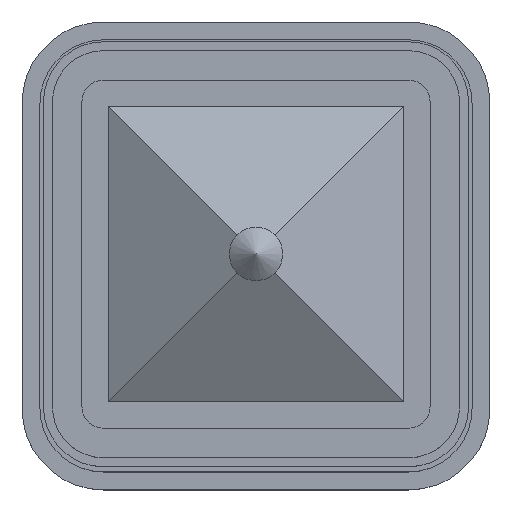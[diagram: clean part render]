
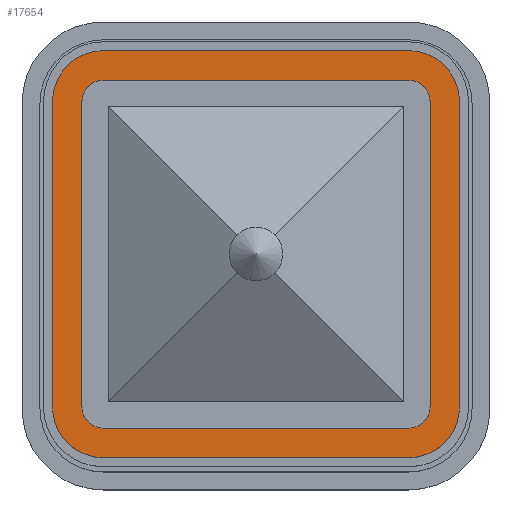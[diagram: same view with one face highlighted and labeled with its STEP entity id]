
A CAD part, top view. The second image highlights one B-rep face of the part: STEP entity #17654.
In plain terms, the highlighted planar face has unit normal (0, 0, 1).
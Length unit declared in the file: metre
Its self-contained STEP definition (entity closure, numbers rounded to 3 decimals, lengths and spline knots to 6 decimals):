
#170=LINE('',#24382,#2057);
#173=LINE('',#24390,#2060);
#176=LINE('',#24398,#2063);
#178=LINE('',#24404,#2065);
#191=LINE('',#24458,#2078);
#192=LINE('',#24462,#2079);
#193=LINE('',#24466,#2080);
#194=LINE('',#24470,#2081);
#2057=VECTOR('',#19921,1.);
#2060=VECTOR('',#19930,1.);
#2063=VECTOR('',#19939,1.);
#2065=VECTOR('',#19947,1.);
#2078=VECTOR('',#20000,1.);
#2079=VECTOR('',#20003,1.);
#2080=VECTOR('',#20006,1.);
#2081=VECTOR('',#20009,1.);
#3888=PLANE('',#18795);
#5676=ORIENTED_EDGE('',*,*,#10753,.T.);
#5677=ORIENTED_EDGE('',*,*,#10756,.T.);
#5678=ORIENTED_EDGE('',*,*,#10758,.T.);
#5679=ORIENTED_EDGE('',*,*,#10760,.F.);
#5680=ORIENTED_EDGE('',*,*,#10762,.T.);
#5681=ORIENTED_EDGE('',*,*,#10764,.F.);
#5682=ORIENTED_EDGE('',*,*,#10766,.T.);
#5683=ORIENTED_EDGE('',*,*,#10767,.T.);
#5684=ORIENTED_EDGE('',*,*,#10790,.F.);
#5685=ORIENTED_EDGE('',*,*,#10791,.T.);
#5686=ORIENTED_EDGE('',*,*,#10792,.F.);
#5687=ORIENTED_EDGE('',*,*,#10793,.F.);
#5688=ORIENTED_EDGE('',*,*,#10794,.F.);
#5689=ORIENTED_EDGE('',*,*,#10795,.F.);
#5690=ORIENTED_EDGE('',*,*,#10796,.F.);
#5691=ORIENTED_EDGE('',*,*,#10797,.T.);
#10753=EDGE_CURVE('',#13342,#13341,#15040,.T.);
#10756=EDGE_CURVE('',#13341,#13343,#170,.T.);
#10758=EDGE_CURVE('',#13343,#13344,#15041,.T.);
#10760=EDGE_CURVE('',#13345,#13344,#173,.T.);
#10762=EDGE_CURVE('',#13345,#13346,#15042,.T.);
#10764=EDGE_CURVE('',#13347,#13346,#176,.T.);
#10766=EDGE_CURVE('',#13347,#13348,#15043,.T.);
#10767=EDGE_CURVE('',#13348,#13342,#178,.T.);
#10790=EDGE_CURVE('',#13368,#13369,#15050,.T.);
#10791=EDGE_CURVE('',#13368,#13370,#191,.T.);
#10792=EDGE_CURVE('',#13371,#13370,#15051,.T.);
#10793=EDGE_CURVE('',#13372,#13371,#192,.T.);
#10794=EDGE_CURVE('',#13373,#13372,#15052,.T.);
#10795=EDGE_CURVE('',#13374,#13373,#193,.T.);
#10796=EDGE_CURVE('',#13375,#13374,#15053,.T.);
#10797=EDGE_CURVE('',#13375,#13369,#194,.T.);
#13341=VERTEX_POINT('',#24375);
#13342=VERTEX_POINT('',#24377);
#13343=VERTEX_POINT('',#24381);
#13344=VERTEX_POINT('',#24385);
#13345=VERTEX_POINT('',#24389);
#13346=VERTEX_POINT('',#24393);
#13347=VERTEX_POINT('',#24397);
#13348=VERTEX_POINT('',#24401);
#13368=VERTEX_POINT('',#24456);
#13369=VERTEX_POINT('',#24457);
#13370=VERTEX_POINT('',#24459);
#13371=VERTEX_POINT('',#24461);
#13372=VERTEX_POINT('',#24463);
#13373=VERTEX_POINT('',#24465);
#13374=VERTEX_POINT('',#24467);
#13375=VERTEX_POINT('',#24469);
#15040=CIRCLE('',#18766,0.0057);
#15041=CIRCLE('',#18769,0.0057);
#15042=CIRCLE('',#18772,0.0057);
#15043=CIRCLE('',#18775,0.0057);
#15050=CIRCLE('',#18796,0.0024);
#15051=CIRCLE('',#18797,0.0024);
#15052=CIRCLE('',#18798,0.0024);
#15053=CIRCLE('',#18799,0.0024);
#15256=EDGE_LOOP('',(#5676,#5677,#5678,#5679,#5680,#5681,#5682,#5683));
#15257=EDGE_LOOP('',(#5684,#5685,#5686,#5687,#5688,#5689,#5690,#5691));
#16428=FACE_BOUND('',#15256,.T.);
#16429=FACE_BOUND('',#15257,.T.);
#17654=ADVANCED_FACE('',(#16428,#16429),#3888,.T.);
#18766=AXIS2_PLACEMENT_3D('',#24376,#19915,#19916);
#18769=AXIS2_PLACEMENT_3D('',#24386,#19925,#19926);
#18772=AXIS2_PLACEMENT_3D('',#24394,#19934,#19935);
#18775=AXIS2_PLACEMENT_3D('',#24402,#19943,#19944);
#18795=AXIS2_PLACEMENT_3D('',#24454,#19996,#19997);
#18796=AXIS2_PLACEMENT_3D('',#24455,#19998,#19999);
#18797=AXIS2_PLACEMENT_3D('',#24460,#20001,#20002);
#18798=AXIS2_PLACEMENT_3D('',#24464,#20004,#20005);
#18799=AXIS2_PLACEMENT_3D('',#24468,#20007,#20008);
#19915=DIRECTION('',(0.,0.,1.));
#19916=DIRECTION('',(1.,0.,0.));
#19921=DIRECTION('',(-1.,0.,0.));
#19925=DIRECTION('',(0.,0.,1.));
#19926=DIRECTION('',(1.,0.,0.));
#19930=DIRECTION('',(0.,1.,0.));
#19934=DIRECTION('',(0.,0.,1.));
#19935=DIRECTION('',(1.,0.,0.));
#19939=DIRECTION('',(-1.,0.,0.));
#19943=DIRECTION('',(0.,0.,1.));
#19944=DIRECTION('',(1.,0.,0.));
#19947=DIRECTION('',(0.,1.,0.));
#19996=DIRECTION('',(0.,0.,1.));
#19997=DIRECTION('',(1.,0.,0.));
#19998=DIRECTION('',(0.,0.,1.));
#19999=DIRECTION('',(1.,0.,0.));
#20000=DIRECTION('',(0.,-1.,0.));
#20001=DIRECTION('',(0.,0.,1.));
#20002=DIRECTION('',(0.,-1.,0.));
#20003=DIRECTION('',(1.,0.,0.));
#20004=DIRECTION('',(0.,0.,1.));
#20005=DIRECTION('',(-1.,0.,0.));
#20006=DIRECTION('',(0.,-1.,0.));
#20007=DIRECTION('',(0.,0.,1.));
#20008=DIRECTION('',(0.,1.,0.));
#20009=DIRECTION('',(1.,0.,0.));
#24375=CARTESIAN_POINT('',(0.01705,0.02275,0.047275));
#24376=CARTESIAN_POINT('',(0.01705,0.01705,0.047275));
#24377=CARTESIAN_POINT('',(0.02275,0.01705,0.047275));
#24381=CARTESIAN_POINT('',(-0.01705,0.02275,0.047275));
#24382=CARTESIAN_POINT('',(0.,0.02275,0.047275));
#24385=CARTESIAN_POINT('',(-0.02275,0.01705,0.047275));
#24386=CARTESIAN_POINT('',(-0.01705,0.01705,0.047275));
#24389=CARTESIAN_POINT('',(-0.02275,-0.01705,0.047275));
#24390=CARTESIAN_POINT('',(-0.02275,0.,0.047275));
#24393=CARTESIAN_POINT('',(-0.01705,-0.02275,0.047275));
#24394=CARTESIAN_POINT('',(-0.01705,-0.01705,0.047275));
#24397=CARTESIAN_POINT('',(0.01705,-0.02275,0.047275));
#24398=CARTESIAN_POINT('',(0.,-0.02275,0.047275));
#24401=CARTESIAN_POINT('',(0.02275,-0.01705,0.047275));
#24402=CARTESIAN_POINT('',(0.01705,-0.01705,0.047275));
#24404=CARTESIAN_POINT('',(0.02275,0.,0.047275));
#24454=CARTESIAN_POINT('',(0.,0.,0.047275));
#24455=CARTESIAN_POINT('',(0.01705,0.01705,0.047275));
#24456=CARTESIAN_POINT('',(0.01945,0.01705,0.047275));
#24457=CARTESIAN_POINT('',(0.01705,0.01945,0.047275));
#24458=CARTESIAN_POINT('',(0.01945,0.,0.047275));
#24459=CARTESIAN_POINT('',(0.01945,-0.01705,0.047275));
#24460=CARTESIAN_POINT('',(0.01705,-0.01705,0.047275));
#24461=CARTESIAN_POINT('',(0.01705,-0.01945,0.047275));
#24462=CARTESIAN_POINT('',(0.,-0.01945,0.047275));
#24463=CARTESIAN_POINT('',(-0.01705,-0.01945,0.047275));
#24464=CARTESIAN_POINT('',(-0.01705,-0.01705,0.047275));
#24465=CARTESIAN_POINT('',(-0.01945,-0.01705,0.047275));
#24466=CARTESIAN_POINT('',(-0.01945,0.,0.047275));
#24467=CARTESIAN_POINT('',(-0.01945,0.01705,0.047275));
#24468=CARTESIAN_POINT('',(-0.01705,0.01705,0.047275));
#24469=CARTESIAN_POINT('',(-0.01705,0.01945,0.047275));
#24470=CARTESIAN_POINT('',(0.,0.01945,0.047275));
